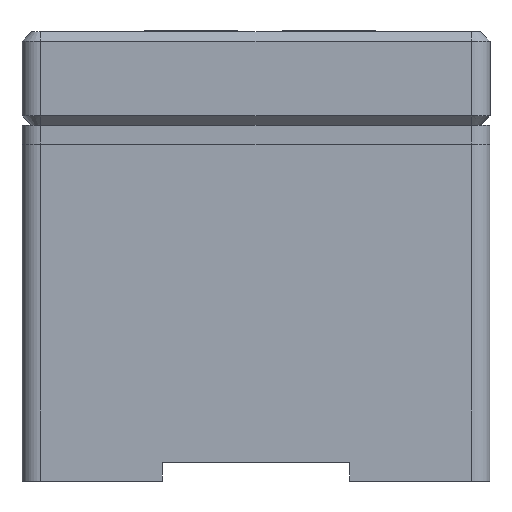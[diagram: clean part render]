
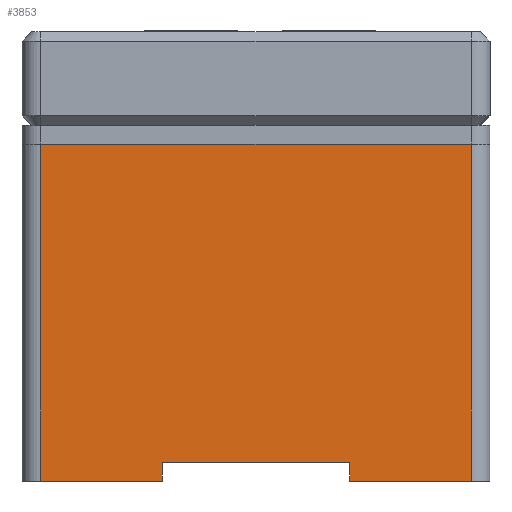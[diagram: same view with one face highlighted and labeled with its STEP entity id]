
A CAD part, left-side view. The second image highlights one B-rep face of the part: STEP entity #3853.
In plain terms, the highlighted face is planar.
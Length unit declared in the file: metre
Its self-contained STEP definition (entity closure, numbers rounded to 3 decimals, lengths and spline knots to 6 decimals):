
#92=PLANE('',#4037);
#427=ORIENTED_EDGE('',*,*,#1140,.T.);
#428=ORIENTED_EDGE('',*,*,#1017,.T.);
#429=ORIENTED_EDGE('',*,*,#1086,.T.);
#430=ORIENTED_EDGE('',*,*,#1042,.T.);
#431=ORIENTED_EDGE('',*,*,#1141,.T.);
#432=ORIENTED_EDGE('',*,*,#1098,.F.);
#433=ORIENTED_EDGE('',*,*,#1102,.F.);
#434=ORIENTED_EDGE('',*,*,#1105,.F.);
#1017=EDGE_CURVE('',#1411,#1412,#1664,.T.);
#1042=EDGE_CURVE('',#1437,#1435,#1676,.T.);
#1086=EDGE_CURVE('',#1412,#1437,#1719,.T.);
#1098=EDGE_CURVE('',#1475,#1476,#1731,.T.);
#1102=EDGE_CURVE('',#1478,#1475,#1735,.T.);
#1105=EDGE_CURVE('',#1480,#1478,#1738,.T.);
#1140=EDGE_CURVE('',#1480,#1411,#1773,.T.);
#1141=EDGE_CURVE('',#1435,#1476,#1774,.T.);
#1411=VERTEX_POINT('',#4892);
#1412=VERTEX_POINT('',#4893);
#1435=VERTEX_POINT('',#4946);
#1437=VERTEX_POINT('',#4949);
#1475=VERTEX_POINT('',#5056);
#1476=VERTEX_POINT('',#5058);
#1478=VERTEX_POINT('',#5064);
#1480=VERTEX_POINT('',#5070);
#1664=LINE('',#4891,#1995);
#1676=LINE('',#4948,#2007);
#1719=LINE('',#5033,#2050);
#1731=LINE('',#5057,#2062);
#1735=LINE('',#5065,#2066);
#1738=LINE('',#5071,#2069);
#1773=LINE('',#5138,#2104);
#1774=LINE('',#5139,#2105);
#1995=VECTOR('',#4181,1.);
#2007=VECTOR('',#4231,1.);
#2050=VECTOR('',#4300,1.);
#2062=VECTOR('',#4316,1.);
#2066=VECTOR('',#4322,1.);
#2069=VECTOR('',#4327,1.);
#2104=VECTOR('',#4398,1.);
#2105=VECTOR('',#4399,1.);
#2365=EDGE_LOOP('',(#427,#428,#429,#430,#431,#432,#433,#434));
#2544=FACE_BOUND('',#2365,.T.);
#3853=ADVANCED_FACE('',(#2544),#92,.T.);
#4037=AXIS2_PLACEMENT_3D('',#5137,#4396,#4397);
#4181=DIRECTION('',(0.,0.,1.));
#4231=DIRECTION('',(0.,0.,-1.));
#4300=DIRECTION('',(1.,0.,0.));
#4316=DIRECTION('',(0.,0.,-1.));
#4322=DIRECTION('',(1.,0.,0.));
#4327=DIRECTION('',(0.,0.,1.));
#4396=DIRECTION('',(0.,1.,0.));
#4397=DIRECTION('',(0.,0.,1.));
#4398=DIRECTION('',(-1.,0.,0.));
#4399=DIRECTION('',(-1.,0.,0.));
#4891=CARTESIAN_POINT('',(-0.00115,0.0016,0.));
#4892=CARTESIAN_POINT('',(-0.00115,0.0016,-0.0009));
#4893=CARTESIAN_POINT('',(-0.00115,0.0016,0.0009));
#4946=CARTESIAN_POINT('',(0.00115,0.0016,-0.0009));
#4948=CARTESIAN_POINT('',(0.00115,0.0016,0.));
#4949=CARTESIAN_POINT('',(0.00115,0.0016,0.0009));
#5033=CARTESIAN_POINT('',(-0.00125,0.0016,0.0009));
#5056=CARTESIAN_POINT('',(0.0005,0.0016,-0.0008));
#5057=CARTESIAN_POINT('',(0.0005,0.0016,-0.0008));
#5058=CARTESIAN_POINT('',(0.0005,0.0016,-0.0009));
#5064=CARTESIAN_POINT('',(-0.0005,0.0016,-0.0008));
#5065=CARTESIAN_POINT('',(-0.0005,0.0016,-0.0008));
#5070=CARTESIAN_POINT('',(-0.0005,0.0016,-0.0009));
#5071=CARTESIAN_POINT('',(-0.0005,0.0016,-0.0009));
#5137=CARTESIAN_POINT('',(0.,0.0016,0.));
#5138=CARTESIAN_POINT('',(0.00125,0.0016,-0.0009));
#5139=CARTESIAN_POINT('',(0.00125,0.0016,-0.0009));
